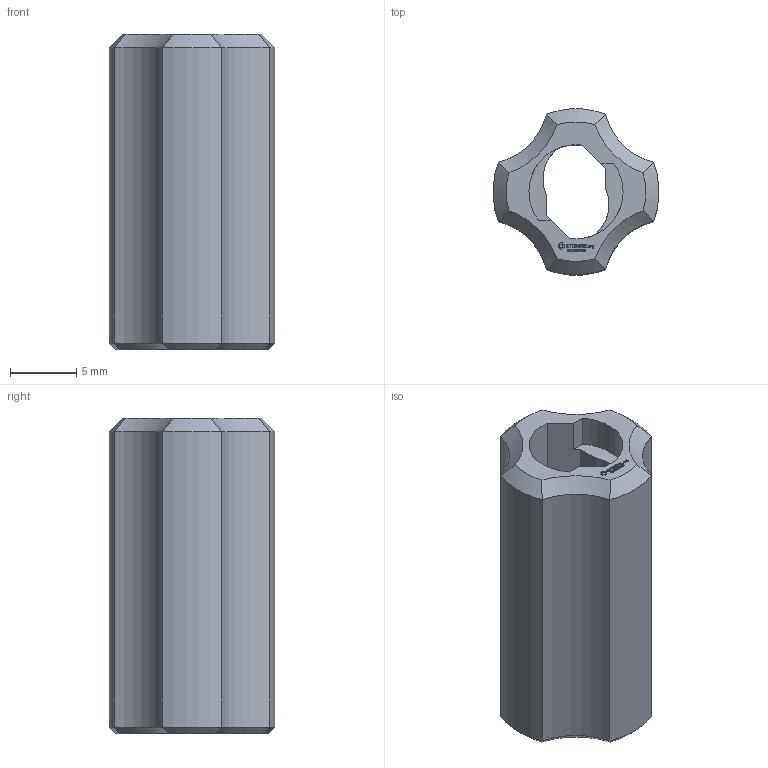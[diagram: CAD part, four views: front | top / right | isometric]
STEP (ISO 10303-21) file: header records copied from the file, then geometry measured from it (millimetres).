
FILE_DESCRIPTION(('FreeCAD Model'),'2;1');
FILE_NAME('Open CASCADE Shape Model','2021-05-23T23:40:10',( 'Paulo Kiefe'),('STEMFIE.org'),'Open CASCADE STEP processor 7.4', 'FreeCAD','Unknown');
FILE_SCHEMA(('AUTOMOTIVE_DESIGN { 1 0 10303 214 1 1 1 1 }'));
Length unit declared in the file: millimetre
Products named in the file (1): Nut_PH_CL_BU1x1.50_-_SPN-NUT-0024_(stemfie.org)_v1
Bounding box: 12.47 x 12.47 x 23.75 mm (x, y, z)
Volume: 1571.6 mm3; surface area: 1575.2 mm2
Topology: 1 solids, 1 shells, 460 faces, 1265 edges, 838 vertices
Faces by surface type: plane 317, bspline 113, cone 19, cylinder 11
Full cylindrical faces by diameter (mm): 7.1 x1
Entity records: 32732 total; most frequent: CARTESIAN_POINT 8910, DIRECTION 3776, LINE 2984, VECTOR 2984, ORIENTED_EDGE 2530, PCURVE 2530, DEFINITIONAL_REPRESENTATION 2530, EDGE_CURVE 1265
